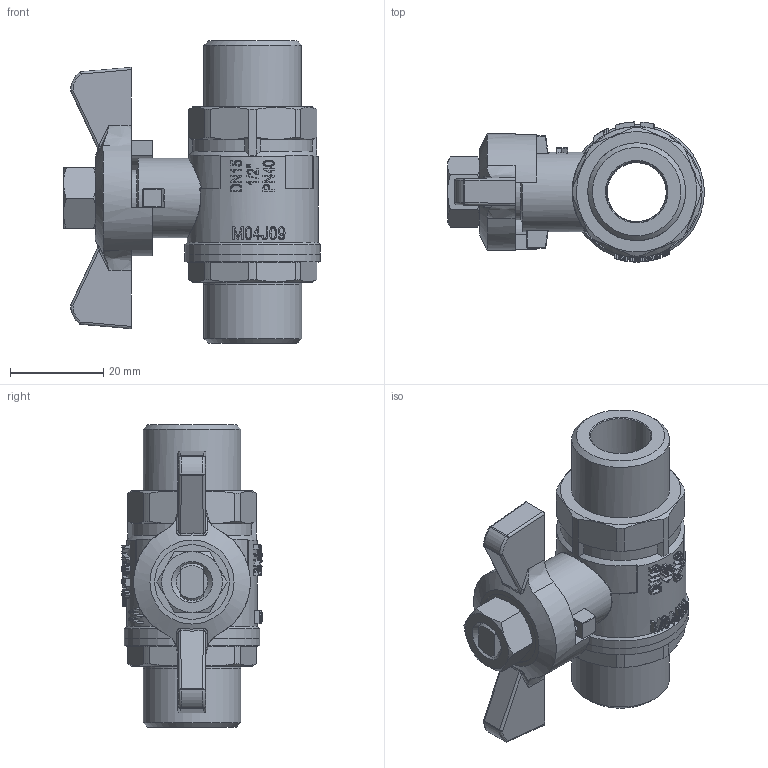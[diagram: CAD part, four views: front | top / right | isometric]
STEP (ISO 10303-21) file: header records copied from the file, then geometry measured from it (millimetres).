
FILE_DESCRIPTION(/* description */ ('Unknown'),/* implementation_level */ '2;1');
FILE_NAME(/* name */ '626-04',/* time_stamp */ '2022-03-21T08:26:00+01:00',/* author */ ('Unknown'),/* organization */ ('Unknown'),/* preprocessor_version */ 'ST-DEVELOPER v16.7',/* originating_system */ 'Solid Edge',/* authorisation */ 'Unknown');
FILE_SCHEMA (('AUTOMOTIVE_DESIGN {1 0 10303 214 3 1 1}'));
Length unit declared in the file: millimetre
Products named in the file (9): 2.145.015; 620-04; 600-04_Spindel; 600-04_Stopfbuchse; 610-04_Einschraubteil; 620-04_Körper; Mutter_M8; Flügelgriff 1_4 - 3_4
Assembly tree (8 placements, depth 4):
  2.145.015
    620-04
      600-04_Spindel
        600-04_Stopfbuchse
        600-04_Spindel
      610-04_Einschraubteil
      620-04_Körper
    Mutter_M8
    Flügelgriff 1_4 - 3_4
Bounding box: 55 x 29.99 x 64.82 mm (x, y, z)
Volume: 27105 mm3; surface area: 18296 mm2
Topology: 6 solids, 6 shells, 1193 faces, 3316 edges, 2192 vertices
Faces by surface type: plane 996, cylinder 121, cone 45, bspline 20, sphere 10, torus 1
Full cylindrical faces by diameter (mm): 1.5 x1, 6.6 x1, 6.75 x1, 8.9 x2, 9.1 x1, 9.3 x1, 10.5 x1, 10.8 x1, 12 x1, 12.5 x1, 12.64 x1, 13 x1, 14 x1, 14.5 x1, 16 x1, 17 x1, 18 x1, 18.5 x1, 19.2 x1, 20.955 x2, 20.96 x1, 23.5 x1, 25 x1, 25.5 x1, 28 x1, 29 x2
Entity records: 51500 total; most frequent: CARTESIAN_POINT 12198, DIRECTION 7284, ORIENTED_EDGE 6482, EDGE_CURVE 3241, AXIS2_PLACEMENT_3D 3005, VERTEX_POINT 2173, ELLIPSE 1443, EDGE_LOOP 1320
